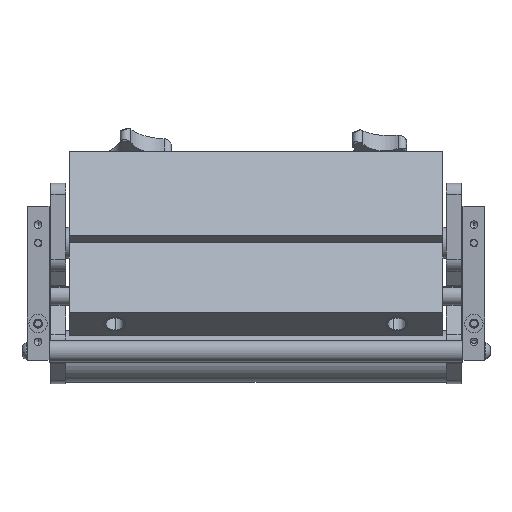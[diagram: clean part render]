
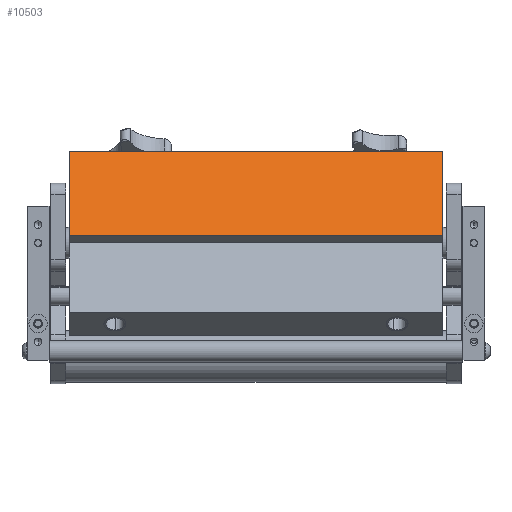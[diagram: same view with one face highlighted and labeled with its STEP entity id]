
A CAD part, front view. The second image highlights one B-rep face of the part: STEP entity #10503.
In plain terms, the highlighted face is planar.
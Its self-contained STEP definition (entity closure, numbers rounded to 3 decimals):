
#1009 = DIRECTION ( 'NONE',  ( -1., 0., 0. ) ) ;
#1147 = CARTESIAN_POINT ( 'NONE',  ( -102., 60., 0. ) ) ;
#1349 = DIRECTION ( 'NONE',  ( 0., -1., 0. ) ) ;
#1384 = ORIENTED_EDGE ( 'NONE', *, *, #7311, .T. ) ;
#1716 = EDGE_CURVE ( 'NONE', #11191, #11686, #4213, .T. ) ;
#1886 = CARTESIAN_POINT ( 'NONE',  ( 102., 60., 0. ) ) ;
#2506 = EDGE_CURVE ( 'NONE', #5882, #11832, #17343, .T. ) ;
#3145 = AXIS2_PLACEMENT_3D ( 'NONE', #14330, #9991, #1349 ) ;
#3777 = ORIENTED_EDGE ( 'NONE', *, *, #2506, .F. ) ;
#4213 = LINE ( 'NONE', #15236, #16933 ) ;
#4598 = CARTESIAN_POINT ( 'NONE',  ( 102., 0., 0. ) ) ;
#5840 = LINE ( 'NONE', #11973, #13187 ) ;
#5882 = VERTEX_POINT ( 'NONE', #1886 ) ;
#6390 = CARTESIAN_POINT ( 'NONE',  ( -102., 0., 0. ) ) ;
#7311 = EDGE_CURVE ( 'NONE', #11686, #11832, #9420, .T. ) ;
#9136 = CARTESIAN_POINT ( 'NONE',  ( -102., 60., 0. ) ) ;
#9420 = LINE ( 'NONE', #9136, #12288 ) ;
#9991 = DIRECTION ( 'NONE',  ( 0., 0., 1. ) ) ;
#10484 = EDGE_LOOP ( 'NONE', ( #1384, #3777, #11017, #14381 ) ) ;
#10503 = ADVANCED_FACE ( 'NONE', ( #10618 ), #12952, .F. ) ;
#10618 = FACE_OUTER_BOUND ( 'NONE', #10484, .T. ) ;
#10701 = DIRECTION ( 'NONE',  ( 0., 1., 0. ) ) ;
#11017 = ORIENTED_EDGE ( 'NONE', *, *, #12543, .F. ) ;
#11191 = VERTEX_POINT ( 'NONE', #4598 ) ;
#11303 = VECTOR ( 'NONE', #15071, 1000. ) ;
#11686 = VERTEX_POINT ( 'NONE', #6390 ) ;
#11832 = VERTEX_POINT ( 'NONE', #1147 ) ;
#11973 = CARTESIAN_POINT ( 'NONE',  ( 102., 60., 0. ) ) ;
#12288 = VECTOR ( 'NONE', #10701, 1000. ) ;
#12543 = EDGE_CURVE ( 'NONE', #11191, #5882, #5840, .T. ) ;
#12952 = PLANE ( 'NONE',  #3145 ) ;
#13187 = VECTOR ( 'NONE', #17581, 1000. ) ;
#14330 = CARTESIAN_POINT ( 'NONE',  ( 102., 60., 0. ) ) ;
#14381 = ORIENTED_EDGE ( 'NONE', *, *, #1716, .T. ) ;
#15071 = DIRECTION ( 'NONE',  ( -1., 0., 0. ) ) ;
#15236 = CARTESIAN_POINT ( 'NONE',  ( 102., 0., 0. ) ) ;
#16933 = VECTOR ( 'NONE', #1009, 1000. ) ;
#17343 = LINE ( 'NONE', #18145, #11303 ) ;
#17581 = DIRECTION ( 'NONE',  ( 0., 1., 0. ) ) ;
#18145 = CARTESIAN_POINT ( 'NONE',  ( 102., 60., 0. ) ) ;
